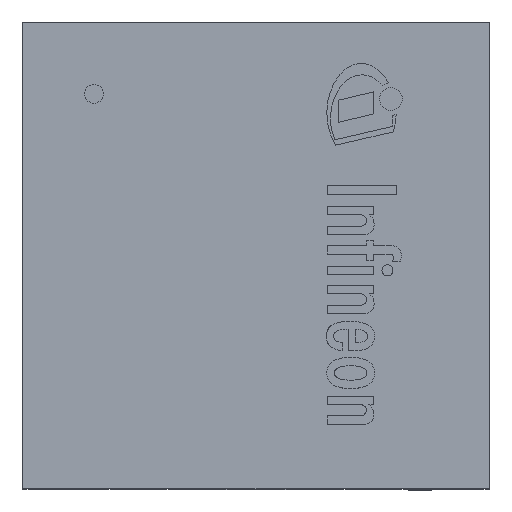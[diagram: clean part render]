
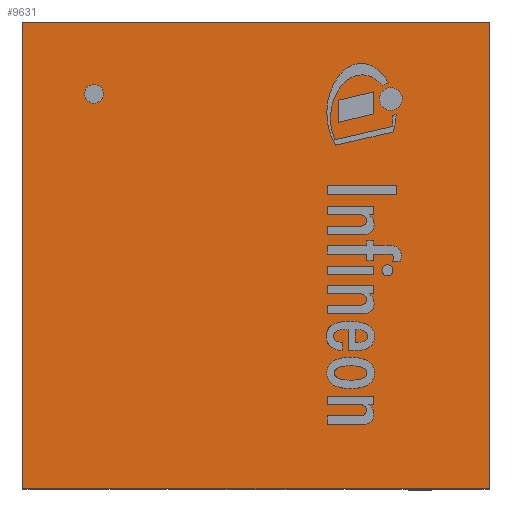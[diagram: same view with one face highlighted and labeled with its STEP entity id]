
A CAD part, top view. The second image highlights one B-rep face of the part: STEP entity #9631.
In plain terms, the highlighted planar face has unit normal (0, 0, 1).
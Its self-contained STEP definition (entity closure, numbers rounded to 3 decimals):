
#112=FACE_BOUND('',#1194,.T.);
#225=PLANE('',#10326);
#621=FACE_OUTER_BOUND('',#1193,.T.);
#1193=EDGE_LOOP('',(#7275,#7276,#7277,#7278));
#1194=EDGE_LOOP('',(#7279));
#1940=LINE('',#14913,#2939);
#1945=LINE('',#14921,#2944);
#1956=LINE('',#14935,#2955);
#1968=LINE('',#14949,#2967);
#2939=VECTOR('',#11856,1.);
#2944=VECTOR('',#11863,1.);
#2955=VECTOR('',#11876,1.);
#2967=VECTOR('',#11890,1.);
#3621=CIRCLE('',#10105,0.1);
#4047=VERTEX_POINT('',#14098);
#4326=VERTEX_POINT('',#14910);
#4327=VERTEX_POINT('',#14912);
#4329=VERTEX_POINT('',#14920);
#4331=VERTEX_POINT('',#14934);
#4997=EDGE_CURVE('',#4047,#4047,#3621,.T.);
#5390=EDGE_CURVE('',#4326,#4327,#1940,.T.);
#5395=EDGE_CURVE('',#4327,#4329,#1945,.T.);
#5406=EDGE_CURVE('',#4329,#4331,#1956,.T.);
#5418=EDGE_CURVE('',#4331,#4326,#1968,.T.);
#7275=ORIENTED_EDGE('',*,*,#5390,.F.);
#7276=ORIENTED_EDGE('',*,*,#5418,.F.);
#7277=ORIENTED_EDGE('',*,*,#5406,.F.);
#7278=ORIENTED_EDGE('',*,*,#5395,.F.);
#7279=ORIENTED_EDGE('',*,*,#4997,.T.);
#9631=ADVANCED_FACE('',(#621,#112),#225,.T.);
#10105=AXIS2_PLACEMENT_3D('',#14099,#11105,#11106);
#10326=AXIS2_PLACEMENT_3D('',#14958,#11900,#11901);
#11105=DIRECTION('center_axis',(0.,0.,
-1.));
#11106=DIRECTION('ref_axis',(1.,0.,0.));
#11856=DIRECTION('',(-1.,0.,0.));
#11863=DIRECTION('',(0.,1.,0.));
#11876=DIRECTION('',(1.,0.,0.));
#11890=DIRECTION('',(0.,-1.,0.));
#11900=DIRECTION('center_axis',(0.,0.,
1.));
#11901=DIRECTION('ref_axis',(1.,0.,0.));
#14098=CARTESIAN_POINT('',(-1.831,1.731,0.9));
#14099=CARTESIAN_POINT('Origin',(-1.731,1.731,0.9));
#14910=CARTESIAN_POINT('',(2.49,-2.49,0.9));
#14912=CARTESIAN_POINT('',(-2.49,-2.49,0.9));
#14913=CARTESIAN_POINT('',(-2.5,-2.49,0.9));
#14920=CARTESIAN_POINT('',(-2.49,2.49,0.9));
#14921=CARTESIAN_POINT('',(-2.49,2.5,0.9));
#14934=CARTESIAN_POINT('',(2.49,2.49,0.9));
#14935=CARTESIAN_POINT('',(2.5,2.49,0.9));
#14949=CARTESIAN_POINT('',(2.49,-2.5,0.9));
#14958=CARTESIAN_POINT('Origin',(0.,0.,
0.9));
